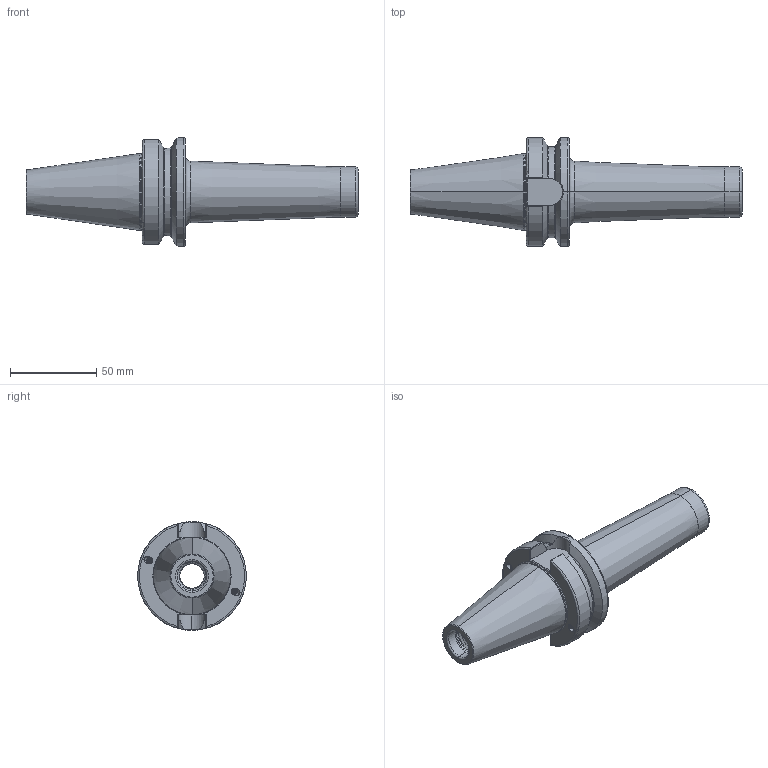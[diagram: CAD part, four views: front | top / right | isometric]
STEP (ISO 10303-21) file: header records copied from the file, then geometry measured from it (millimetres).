
FILE_DESCRIPTION (( 'STEP AP203' ), '1' );
FILE_NAME ('406.06.16.3.STEP', '2016-08-01T03:37:11', ( '' ), ( '' ), 'SwSTEP 2.0', 'SolidWorks 2012', '' );
FILE_SCHEMA (( 'CONFIG_CONTROL_DESIGN' ));
Length unit declared in the file: millimetre
Products named in the file (1): 406.06.16.3
Bounding box: 192.4 x 63 x 63 mm (x, y, z)
Volume: 182717.5 mm3; surface area: 38873.7 mm2
Topology: 1 solids, 1 shells, 196 faces, 514 edges, 323 vertices
Faces by surface type: cylinder 98, plane 35, torus 32, bspline 16, cone 15
Entity records: 13251 total; most frequent: CARTESIAN_POINT 8921, ORIENTED_EDGE 1028, DIRECTION 767, EDGE_CURVE 514, VERTEX_POINT 323, AXIS2_PLACEMENT_3D 304, EDGE_LOOP 205, FACE_OUTER_BOUND 196
